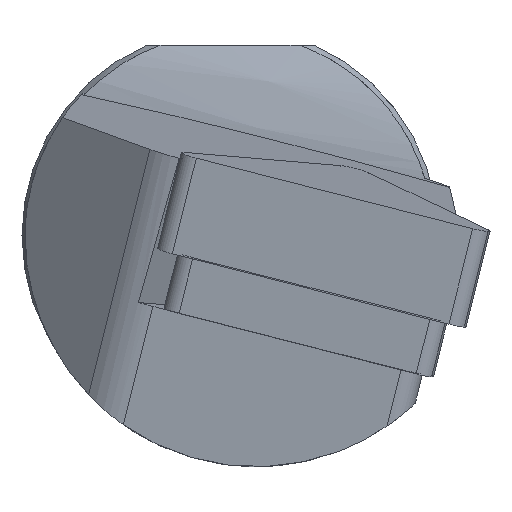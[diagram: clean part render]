
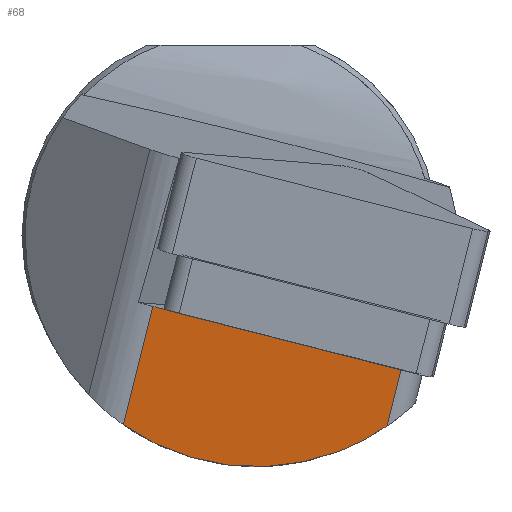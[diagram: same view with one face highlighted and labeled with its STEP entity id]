
A CAD part, left-side view. The second image highlights one B-rep face of the part: STEP entity #68.
In plain terms, the highlighted planar face has unit normal (-0.993, 0.075, -0.089).
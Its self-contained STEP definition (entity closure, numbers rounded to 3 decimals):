
#68=ADVANCED_FACE('',(#130),#109,.F.);
#109=PLANE('',#756);
#130=FACE_OUTER_BOUND('',#170,.T.);
#170=EDGE_LOOP('',(#282,#283,#284,#285,#286));
#238=ELLIPSE('',#755,11.176,11.1);
#282=ORIENTED_EDGE('',*,*,#560,.F.);
#283=ORIENTED_EDGE('',*,*,#561,.T.);
#284=ORIENTED_EDGE('',*,*,#562,.T.);
#285=ORIENTED_EDGE('',*,*,#563,.F.);
#286=ORIENTED_EDGE('',*,*,#564,.F.);
#490=VERTEX_POINT('',#1068);
#491=VERTEX_POINT('',#1069);
#492=VERTEX_POINT('',#1071);
#493=VERTEX_POINT('',#1073);
#494=VERTEX_POINT('',#1075);
#560=EDGE_CURVE('',#490,#491,#658,.T.);
#561=EDGE_CURVE('',#490,#492,#659,.T.);
#562=EDGE_CURVE('',#492,#493,#238,.T.);
#563=EDGE_CURVE('',#494,#493,#660,.T.);
#564=EDGE_CURVE('',#491,#494,#661,.T.);
#658=LINE('',#1067,#708);
#659=LINE('',#1070,#709);
#660=LINE('',#1074,#710);
#661=LINE('',#1076,#711);
#708=VECTOR('',#844,1.);
#709=VECTOR('',#845,1.);
#710=VECTOR('',#848,1.);
#711=VECTOR('',#849,1.);
#755=AXIS2_PLACEMENT_3D('',#1072,#846,#847);
#756=AXIS2_PLACEMENT_3D('',#1077,#850,#851);
#844=DIRECTION('',(-0.051,-0.968,-0.247));
#845=DIRECTION('',(0.105,0.241,-0.965));
#846=DIRECTION('',(-0.993,0.075,-0.089));
#847=DIRECTION('',(0.116,0.639,-0.76));
#848=DIRECTION('',(0.105,0.241,-0.965));
#849=DIRECTION('',(-0.051,-0.968,-0.247));
#850=DIRECTION('',(0.993,-0.075,0.089));
#851=DIRECTION('',(0.089,0.,-0.996));
#1067=CARTESIAN_POINT('',(1.704,-8.221,-6.438));
#1068=CARTESIAN_POINT('',(2.329,3.708,-3.395));
#1069=CARTESIAN_POINT('',(2.289,2.951,-3.589));
#1070=CARTESIAN_POINT('',(4.677,9.112,-25.069));
#1071=CARTESIAN_POINT('',(2.945,5.127,-9.085));
#1072=CARTESIAN_POINT('',(1.652,-1.25,0.));
#1073=CARTESIAN_POINT('',(1.997,-7.547,-9.141));
#1074=CARTESIAN_POINT('',(4.052,-2.817,-28.111));
#1075=CARTESIAN_POINT('',(1.704,-8.221,-6.438));
#1076=CARTESIAN_POINT('',(1.704,-8.221,-6.438));
#1077=CARTESIAN_POINT('',(4.052,-2.817,-28.111));
